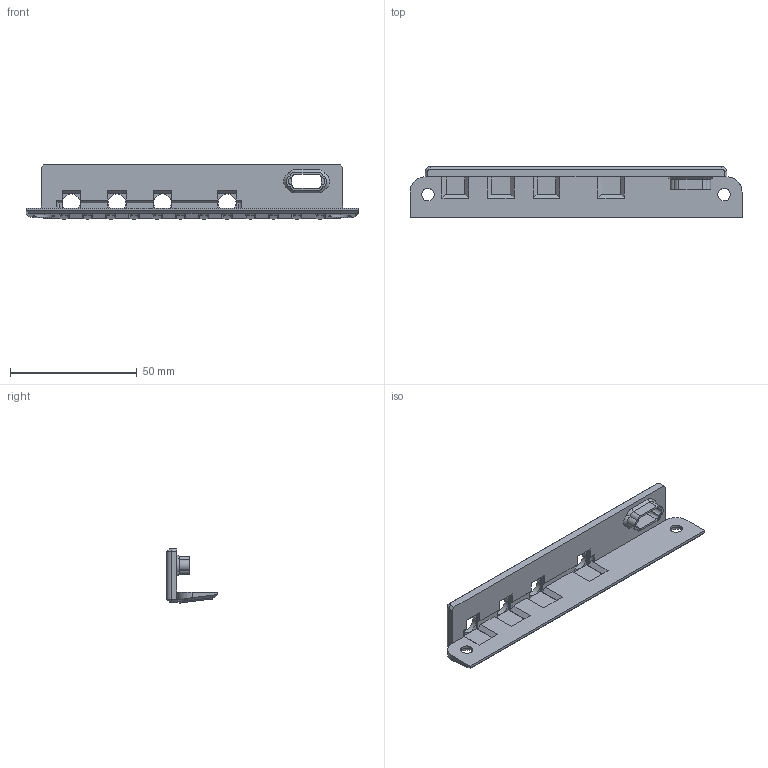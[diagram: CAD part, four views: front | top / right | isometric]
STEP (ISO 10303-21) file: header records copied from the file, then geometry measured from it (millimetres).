
FILE_DESCRIPTION(/* description */ (''),/* implementation_level */ '2;1');
FILE_NAME(/* name */ 'HG_cover_blank.step',/* time_stamp */ '2025-06-16T09:41:34+02:00',/* author */ (''),/* organization */ (''),/* preprocessor_version */ 'ST-DEVELOPER v20.1',/* originating_system */ 'Autodesk Translation Framework v14.10.0.0',/* authorisation */ '');
FILE_SCHEMA (('AUTOMOTIVE_DESIGN { 1 0 10303 214 3 1 1 }'));
Length unit declared in the file: millimetre
Products named in the file (2): Document; RTL_SDR_Cover
Assembly tree (1 placements, depth 2):
  Document
    RTL_SDR_Cover
Bounding box: 131 x 20 x 21.36 mm (x, y, z)
Volume: 14521.9 mm3; surface area: 10695.9 mm2
Topology: 1 solids, 1 shells, 205 faces, 538 edges, 352 vertices
Faces by surface type: plane 132, cylinder 35, cone 34, bspline 4
Full cylindrical faces by diameter (mm): 4.9 x2, 7 x4, 8.9 x2
Entity records: 6492 total; most frequent: CARTESIAN_POINT 1236, ORIENTED_EDGE 1076, DIRECTION 1060, EDGE_CURVE 538, LINE 392, VECTOR 392, VERTEX_POINT 352, AXIS2_PLACEMENT_3D 334
